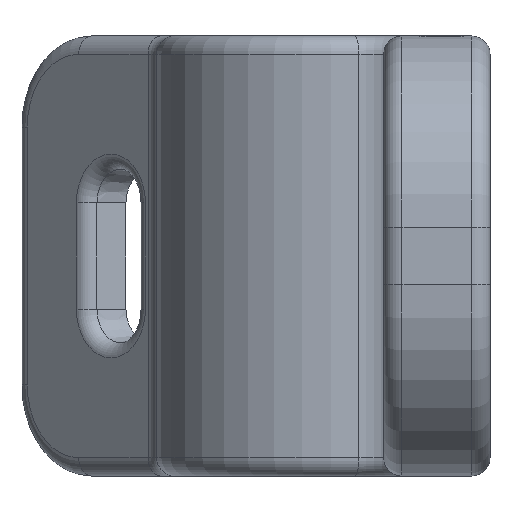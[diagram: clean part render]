
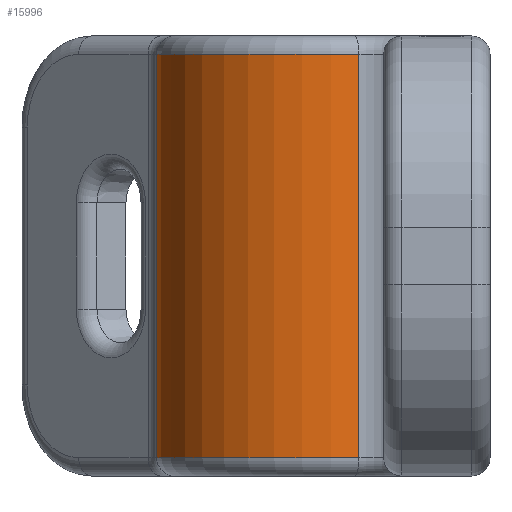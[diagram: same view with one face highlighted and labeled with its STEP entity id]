
A CAD part, left-side view. The second image highlights one B-rep face of the part: STEP entity #15996.
In plain terms, the highlighted cylindrical face has radius 5.5 mm (diameter 11 mm), a partial arc.
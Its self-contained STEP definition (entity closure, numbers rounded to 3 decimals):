
#329=CARTESIAN_POINT('',(0.,0.,-6.65));
#330=DIRECTION('',(0.,0.,-1.));
#331=DIRECTION('',(-0.977,-0.214,0.));
#332=AXIS2_PLACEMENT_3D('',#329,#330,#331);
#2682=DIRECTION('',(0.,0.,1.));
#2683=VECTOR('',#2682,13.3);
#2684=CARTESIAN_POINT('',(-5.372,-1.179,-6.65));
#2685=LINE('',#2684,#2683);
#2686=DIRECTION('',(0.,0.,1.));
#2687=VECTOR('',#2686,13.3);
#2688=CARTESIAN_POINT('',(0.498,5.477,-6.65));
#2689=LINE('',#2688,#2687);
#2821=CARTESIAN_POINT('',(0.,0.,6.65));
#2822=DIRECTION('',(0.,0.,1.));
#2823=DIRECTION('',(0.091,0.996,0.));
#2824=AXIS2_PLACEMENT_3D('',#2821,#2822,#2823);
#11109=CARTESIAN_POINT('',(-5.372,-1.179,-6.65));
#11110=CARTESIAN_POINT('',(-5.372,-1.179,6.65));
#11111=VERTEX_POINT('',#11109);
#11112=VERTEX_POINT('',#11110);
#11117=CARTESIAN_POINT('',(0.498,5.477,-6.65));
#11118=CARTESIAN_POINT('',(0.498,5.477,6.65));
#11119=VERTEX_POINT('',#11117);
#11120=VERTEX_POINT('',#11118);
#15983=CARTESIAN_POINT('',(0.,0.,-7.25));
#15984=DIRECTION('',(0.,0.,1.));
#15985=DIRECTION('',(1.,0.,0.));
#15986=AXIS2_PLACEMENT_3D('',#15983,#15984,#15985);
#15987=CYLINDRICAL_SURFACE('',#15986,5.5);
#15988=ORIENTED_EDGE('',*,*,#15975,.F.);
#15989=ORIENTED_EDGE('',*,*,#13503,.T.);
#15991=ORIENTED_EDGE('',*,*,#15990,.T.);
#15993=ORIENTED_EDGE('',*,*,#15992,.T.);
#15994=EDGE_LOOP('',(#15988,#15989,#15991,#15993));
#15995=FACE_OUTER_BOUND('',#15994,.F.);
#15996=ADVANCED_FACE('',(#15995),#15987,.T.);
#333=CIRCLE('',#332,5.5);
#2825=CIRCLE('',#2824,5.5);
#13503=EDGE_CURVE('',#11111,#11119,#333,.T.);
#15975=EDGE_CURVE('',#11111,#11112,#2685,.T.);
#15990=EDGE_CURVE('',#11119,#11120,#2689,.T.);
#15992=EDGE_CURVE('',#11120,#11112,#2825,.T.);
